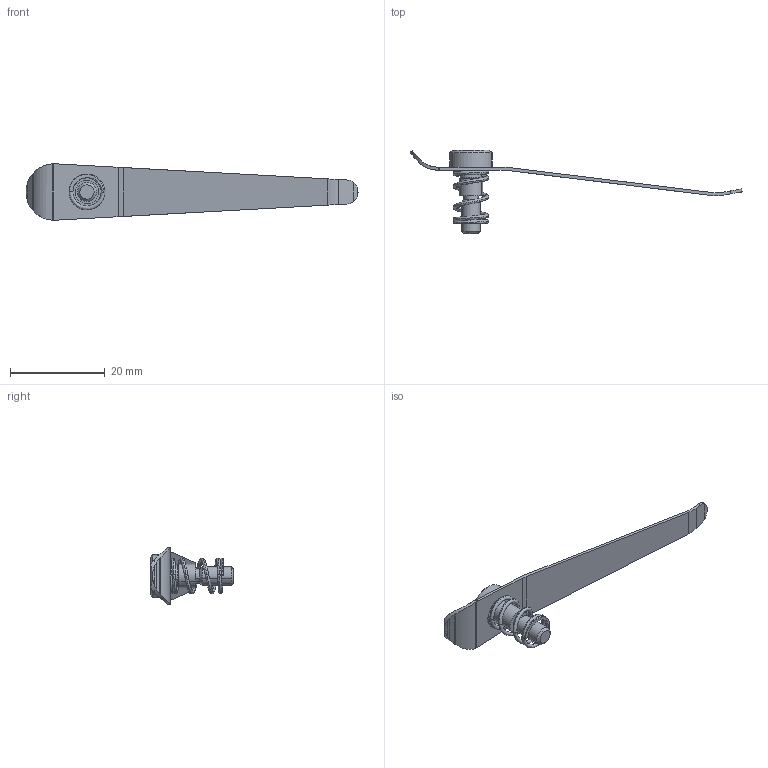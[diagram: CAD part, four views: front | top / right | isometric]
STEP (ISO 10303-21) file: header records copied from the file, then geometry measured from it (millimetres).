
FILE_DESCRIPTION (( 'STEP AP203' ), '1' );
FILE_NAME ('OMSPJ70B.STEP', '2021-08-05T00:52:32', ( 'User' ), ( 'Microsoft' ), 'SwSTEP 2.0', 'SolidWorks 2018', '' );
FILE_SCHEMA (( 'CONFIG_CONTROL_DESIGN' ));
Length unit declared in the file: millimetre
Products named in the file (1): OMSPJ70B
Bounding box: 70 x 17.5 x 11.9 mm (x, y, z)
Surface area: 1943.4 mm2 (no closed solid volume)
Topology: 0 solids, 4 shells, 241 faces, 659 edges, 433 vertices
Faces by surface type: plane 129, bspline 77, cylinder 23, cone 8, torus 4
Entity records: 15060 total; most frequent: CARTESIAN_POINT 9532, ORIENTED_EDGE 1258, DIRECTION 839, EDGE_CURVE 659, VERTEX_POINT 433, LINE 389, VECTOR 389, EDGE_LOOP 267
